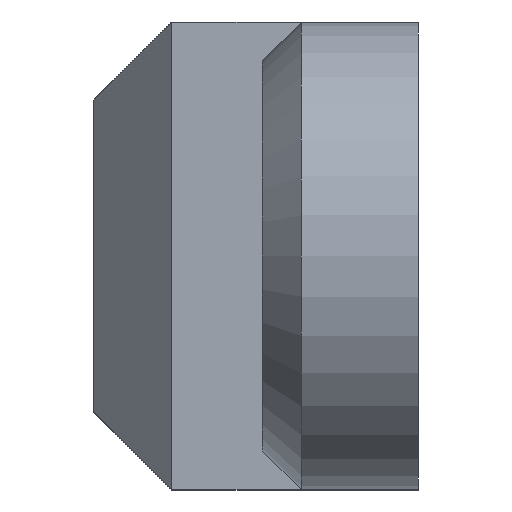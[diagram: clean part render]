
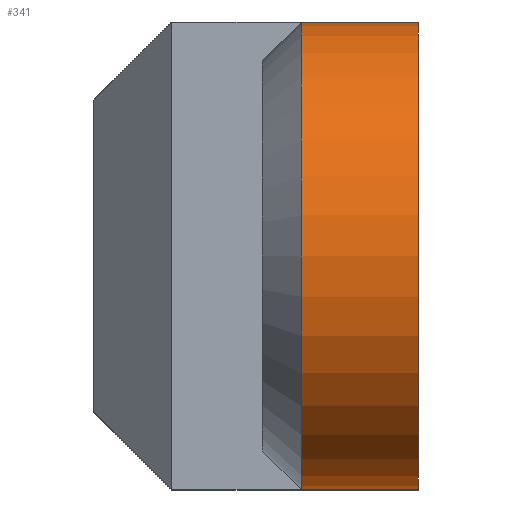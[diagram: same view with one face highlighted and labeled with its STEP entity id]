
A CAD part, left-side view. The second image highlights one B-rep face of the part: STEP entity #341.
In plain terms, the highlighted cylindrical face has radius 9 mm (diameter 18 mm), a partial arc.
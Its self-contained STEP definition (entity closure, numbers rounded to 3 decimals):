
#58 = DIRECTION ( 'NONE',  ( 0., 0., 1. ) ) ;
#176 = EDGE_CURVE ( 'NONE', #370, #665, #763, .T. ) ;
#192 = AXIS2_PLACEMENT_3D ( 'NONE', #231, #570, #238 ) ;
#231 = CARTESIAN_POINT ( 'NONE',  ( -54.5, 4.5, 0. ) ) ;
#238 = DIRECTION ( 'NONE',  ( 0., 0., 1. ) ) ;
#263 = DIRECTION ( 'NONE',  ( 0., 0., -1. ) ) ;
#338 = LINE ( 'NONE', #360, #1456 ) ;
#341 = ADVANCED_FACE ( 'NONE', ( #1340 ), #992, .T. ) ;
#357 = CARTESIAN_POINT ( 'NONE',  ( -54.5, 0., 9. ) ) ;
#360 = CARTESIAN_POINT ( 'NONE',  ( -54.5, 6., 9. ) ) ;
#370 = VERTEX_POINT ( 'NONE', #997 ) ;
#499 = VERTEX_POINT ( 'NONE', #616 ) ;
#570 = DIRECTION ( 'NONE',  ( 0., -1., 0. ) ) ;
#616 = CARTESIAN_POINT ( 'NONE',  ( -54.5, 0., -9. ) ) ;
#665 = VERTEX_POINT ( 'NONE', #1521 ) ;
#720 = ORIENTED_EDGE ( 'NONE', *, *, #1499, .T. ) ;
#763 = CIRCLE ( 'NONE', #192, 9. ) ;
#770 = DIRECTION ( 'NONE',  ( 0., -1., 0. ) ) ;
#847 = DIRECTION ( 'NONE',  ( 0., -1., 0. ) ) ;
#852 = CARTESIAN_POINT ( 'NONE',  ( -54.5, 6., 0. ) ) ;
#903 = EDGE_CURVE ( 'NONE', #665, #499, #1357, .T. ) ;
#918 = CIRCLE ( 'NONE', #1008, 9. ) ;
#992 = CYLINDRICAL_SURFACE ( 'NONE', #1243, 9. ) ;
#997 = CARTESIAN_POINT ( 'NONE',  ( -54.5, 4.5, 9. ) ) ;
#1008 = AXIS2_PLACEMENT_3D ( 'NONE', #1166, #1048, #58 ) ;
#1030 = EDGE_LOOP ( 'NONE', ( #1359, #1389, #1099, #720 ) ) ;
#1048 = DIRECTION ( 'NONE',  ( 0., 1., 0. ) ) ;
#1099 = ORIENTED_EDGE ( 'NONE', *, *, #903, .T. ) ;
#1135 = CARTESIAN_POINT ( 'NONE',  ( -54.5, 6., -9. ) ) ;
#1166 = CARTESIAN_POINT ( 'NONE',  ( -54.5, 0., 0. ) ) ;
#1222 = VERTEX_POINT ( 'NONE', #357 ) ;
#1243 = AXIS2_PLACEMENT_3D ( 'NONE', #852, #1352, #263 ) ;
#1292 = VECTOR ( 'NONE', #770, 1000. ) ;
#1340 = FACE_OUTER_BOUND ( 'NONE', #1030, .T. ) ;
#1352 = DIRECTION ( 'NONE',  ( 0., -1., 0. ) ) ;
#1357 = LINE ( 'NONE', #1135, #1292 ) ;
#1359 = ORIENTED_EDGE ( 'NONE', *, *, #1384, .F. ) ;
#1384 = EDGE_CURVE ( 'NONE', #370, #1222, #338, .T. ) ;
#1389 = ORIENTED_EDGE ( 'NONE', *, *, #176, .T. ) ;
#1456 = VECTOR ( 'NONE', #847, 1000. ) ;
#1499 = EDGE_CURVE ( 'NONE', #499, #1222, #918, .T. ) ;
#1521 = CARTESIAN_POINT ( 'NONE',  ( -54.5, 4.5, -9. ) ) ;
